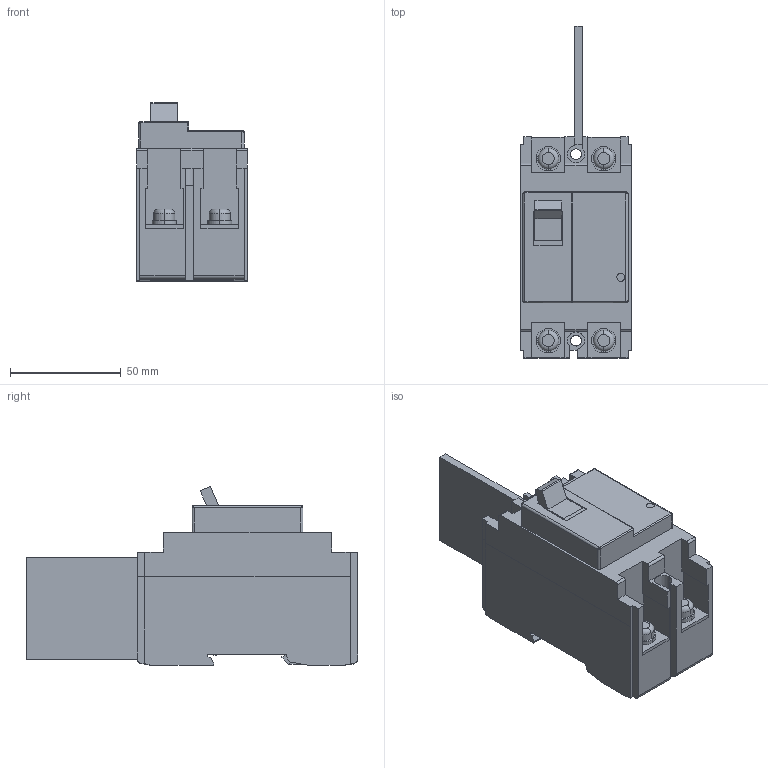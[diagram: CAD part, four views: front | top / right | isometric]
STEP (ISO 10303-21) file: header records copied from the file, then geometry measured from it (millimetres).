
FILE_DESCRIPTION(('CoCreate Modeling STEP Export'),'2;1');
FILE_NAME('Ｅ１００ＮＦ２Ｆ.stp','2016-03-23T13:14:09',(''),(''),'CoCreate Modeling STEP processor for AP214 (Solid Model)','CoCreate Modeling 17.0 01-Apr-2010 (C) Parametric Technology GmbH','');
FILE_SCHEMA(('AUTOMOTIVE_DESIGN { 1 0 10303 214 1 1 1 1 }'));
Length unit declared in the file: millimetre
Products named in the file (7): P1; P4.2; P3; P5.2; P2; P5.1; Ｅ１００ＮＦ２Ｆ
Assembly tree (11 placements, depth 2):
  Ｅ１００ＮＦ２Ｆ
    P5.2  x2
    P4.2  x4
    P5.1  x2
    P2
    P3
    P1
Bounding box: 50 x 149.5 x 80.5 mm (x, y, z)
Volume: 277495.2 mm3; surface area: 48059.7 mm2
Topology: 11 solids, 11 shells, 301 faces, 773 edges, 505 vertices
Faces by surface type: plane 187, cylinder 90, bspline 12, torus 10, sphere 2
Entity records: 8184 total; most frequent: CARTESIAN_POINT 2058, ORIENTED_EDGE 1338, DIRECTION 1066, EDGE_CURVE 669, VECTOR 464, LINE 464, VERTEX_POINT 439, AXIS2_PLACEMENT_3D 301
